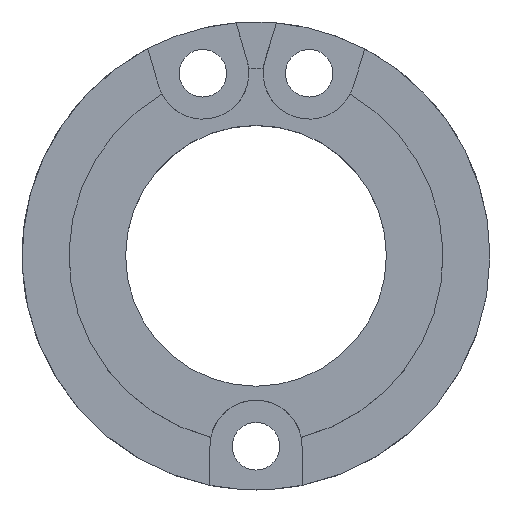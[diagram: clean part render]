
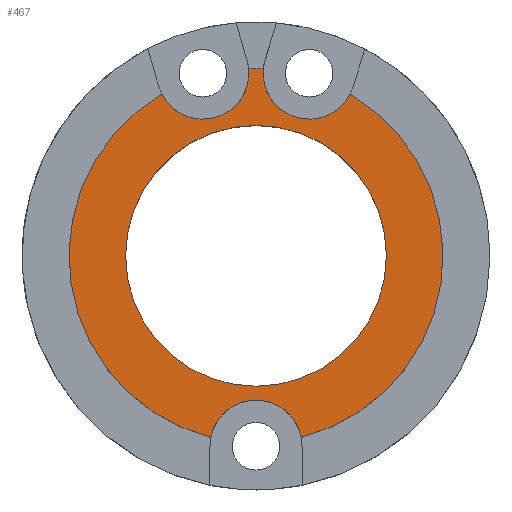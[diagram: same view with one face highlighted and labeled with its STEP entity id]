
A CAD part, top view. The second image highlights one B-rep face of the part: STEP entity #467.
In plain terms, the highlighted planar face has unit normal (0, 0, 1).
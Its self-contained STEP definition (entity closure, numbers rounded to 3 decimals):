
#15=FACE_BOUND('',#67,.T.);
#23=PLANE('',#525);
#41=FACE_OUTER_BOUND('',#66,.T.);
#66=EDGE_LOOP('',(#334,#335,#336,#337,#338,#339));
#67=EDGE_LOOP('',(#340));
#96=CIRCLE('',#513,12.188);
#98=CIRCLE('',#516,12.188);
#100=CIRCLE('',#519,12.188);
#104=CIRCLE('',#524,3.);
#105=CIRCLE('',#526,3.);
#106=CIRCLE('',#527,3.);
#107=CIRCLE('',#528,8.5);
#200=VERTEX_POINT('',#728);
#202=VERTEX_POINT('',#732);
#204=VERTEX_POINT('',#737);
#206=VERTEX_POINT('',#741);
#208=VERTEX_POINT('',#746);
#210=VERTEX_POINT('',#750);
#215=VERTEX_POINT('',#767);
#248=EDGE_CURVE('',#200,#202,#96,.T.);
#252=EDGE_CURVE('',#204,#206,#98,.T.);
#256=EDGE_CURVE('',#208,#210,#100,.T.);
#262=EDGE_CURVE('',#210,#204,#104,.T.);
#263=EDGE_CURVE('',#206,#200,#105,.T.);
#264=EDGE_CURVE('',#202,#208,#106,.T.);
#265=EDGE_CURVE('',#215,#215,#107,.T.);
#334=ORIENTED_EDGE('',*,*,#256,.T.);
#335=ORIENTED_EDGE('',*,*,#262,.T.);
#336=ORIENTED_EDGE('',*,*,#252,.T.);
#337=ORIENTED_EDGE('',*,*,#263,.T.);
#338=ORIENTED_EDGE('',*,*,#248,.T.);
#339=ORIENTED_EDGE('',*,*,#264,.T.);
#340=ORIENTED_EDGE('',*,*,#265,.T.);
#467=ADVANCED_FACE('',(#41,#15),#23,.T.);
#513=AXIS2_PLACEMENT_3D('',#734,#578,#579);
#516=AXIS2_PLACEMENT_3D('',#743,#586,#587);
#519=AXIS2_PLACEMENT_3D('',#752,#594,#595);
#524=AXIS2_PLACEMENT_3D('',#763,#606,#607);
#525=AXIS2_PLACEMENT_3D('',#764,#608,#609);
#526=AXIS2_PLACEMENT_3D('',#765,#610,#611);
#527=AXIS2_PLACEMENT_3D('',#766,#612,#613);
#528=AXIS2_PLACEMENT_3D('',#768,#614,#615);
#578=DIRECTION('center_axis',(0.,0.,1.));
#579=DIRECTION('ref_axis',(-1.,0.,0.));
#586=DIRECTION('center_axis',(0.,0.,1.));
#587=DIRECTION('ref_axis',(-1.,0.,0.));
#594=DIRECTION('center_axis',(0.,0.,1.));
#595=DIRECTION('ref_axis',(-1.,0.,0.));
#606=DIRECTION('center_axis',(0.,0.,-1.));
#607=DIRECTION('ref_axis',(1.,0.,0.));
#608=DIRECTION('center_axis',(0.,0.,1.));
#609=DIRECTION('ref_axis',(1.,0.,0.));
#610=DIRECTION('center_axis',(0.,0.,-1.));
#611=DIRECTION('ref_axis',(1.,0.,0.));
#612=DIRECTION('center_axis',(0.,0.,-1.));
#613=DIRECTION('ref_axis',(1.,0.,0.));
#614=DIRECTION('center_axis',(0.,0.,-1.));
#615=DIRECTION('ref_axis',(-1.,0.,0.));
#728=CARTESIAN_POINT('',(2.945,-11.826,4.));
#732=CARTESIAN_POINT('',(6.132,10.532,4.));
#734=CARTESIAN_POINT('Origin',(0.,0.,4.));
#737=CARTESIAN_POINT('',(-6.132,10.532,4.));
#741=CARTESIAN_POINT('',(-2.945,-11.826,4.));
#743=CARTESIAN_POINT('Origin',(0.,0.,4.));
#746=CARTESIAN_POINT('',(0.477,12.178,4.));
#750=CARTESIAN_POINT('',(-0.477,12.178,4.));
#752=CARTESIAN_POINT('Origin',(0.,0.,4.));
#763=CARTESIAN_POINT('Origin',(-3.465,11.906,4.));
#764=CARTESIAN_POINT('Origin',(0.,0.,4.));
#765=CARTESIAN_POINT('Origin',(0.,-12.4,4.));
#766=CARTESIAN_POINT('Origin',(3.465,11.906,4.));
#767=CARTESIAN_POINT('',(8.5,0.,4.));
#768=CARTESIAN_POINT('Origin',(0.,0.,4.));
